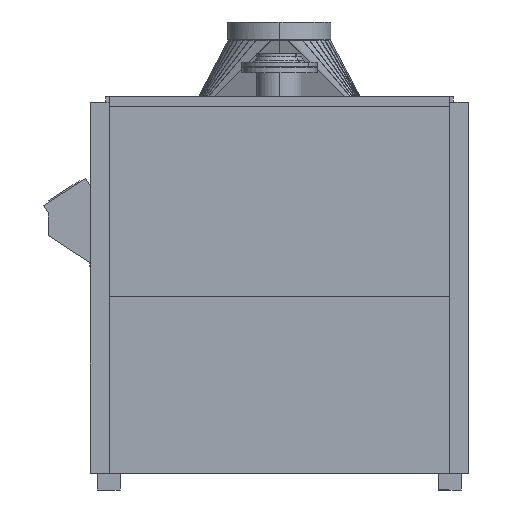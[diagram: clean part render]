
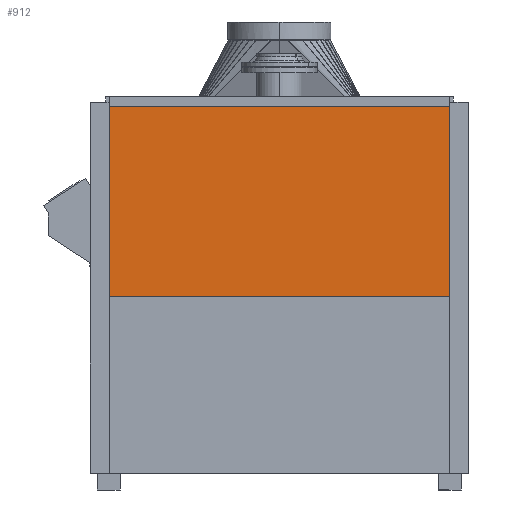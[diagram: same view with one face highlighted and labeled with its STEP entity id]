
A CAD part, left-side view. The second image highlights one B-rep face of the part: STEP entity #912.
In plain terms, the highlighted planar face has unit normal (-1, 0, 0).
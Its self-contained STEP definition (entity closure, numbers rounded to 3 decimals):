
#772=CARTESIAN_POINT('Vertex',(-2360.,-598.,1350.5)) ;
#821=CARTESIAN_POINT('Vertex',(-2360.,598.,1350.5)) ;
#824=CARTESIAN_POINT('Line Origine',(-2360.,0.,1350.5)) ;
#882=CARTESIAN_POINT('Axis2P3D Location',(-2360.,0.,0.)) ;
#887=CARTESIAN_POINT('Line Origine',(-2360.,598.,1016.25)) ;
#891=CARTESIAN_POINT('Vertex',(-2360.,598.,682.)) ;
#894=CARTESIAN_POINT('Line Origine',(-2360.,0.,682.)) ;
#898=CARTESIAN_POINT('Vertex',(-2360.,-598.,682.)) ;
#901=CARTESIAN_POINT('Line Origine',(-2360.,-598.,1016.25)) ;
#825=DIRECTION('Vector Direction',(0.,1.,0.)) ;
#883=DIRECTION('Axis2P3D Direction',(1.,0.,0.)) ;
#884=DIRECTION('Axis2P3D XDirection',(0.,1.,0.)) ;
#888=DIRECTION('Vector Direction',(0.,0.,-1.)) ;
#895=DIRECTION('Vector Direction',(0.,-1.,0.)) ;
#902=DIRECTION('Vector Direction',(0.,0.,1.)) ;
#885=AXIS2_PLACEMENT_3D('Plane Axis2P3D',#882,#883,#884) ;
#907=ORIENTED_EDGE('',*,*,#893,.F.) ;
#908=ORIENTED_EDGE('',*,*,#900,.F.) ;
#909=ORIENTED_EDGE('',*,*,#905,.F.) ;
#910=ORIENTED_EDGE('',*,*,#828,.F.) ;
#826=VECTOR('Line Direction',#825,1.) ;
#889=VECTOR('Line Direction',#888,1.) ;
#896=VECTOR('Line Direction',#895,1.) ;
#903=VECTOR('Line Direction',#902,1.) ;
#912=ADVANCED_FACE('K\X2\00F6\X0\rper.3',(#911),#886,.F.) ;
#828=EDGE_CURVE('',#822,#773,#827,.F.) ;
#893=EDGE_CURVE('',#892,#822,#890,.F.) ;
#900=EDGE_CURVE('',#899,#892,#897,.F.) ;
#905=EDGE_CURVE('',#773,#899,#904,.F.) ;
#906=EDGE_LOOP('',(#907,#908,#909,#910)) ;
#911=FACE_OUTER_BOUND('',#906,.T.) ;
#827=LINE('Line',#824,#826) ;
#890=LINE('Line',#887,#889) ;
#897=LINE('Line',#894,#896) ;
#904=LINE('Line',#901,#903) ;
#886=PLANE('',#885) ;
#773=VERTEX_POINT('',#772) ;
#822=VERTEX_POINT('',#821) ;
#892=VERTEX_POINT('',#891) ;
#899=VERTEX_POINT('',#898) ;
